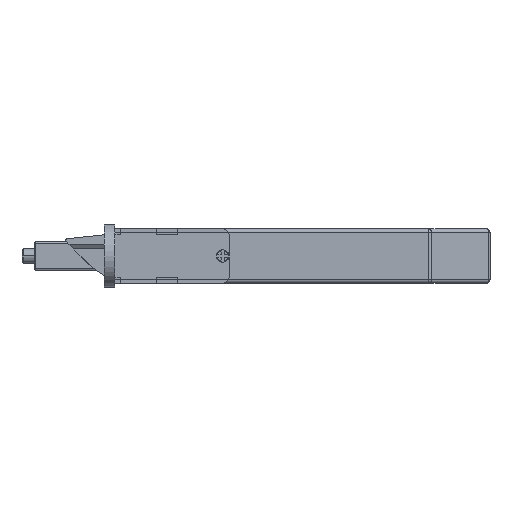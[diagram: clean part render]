
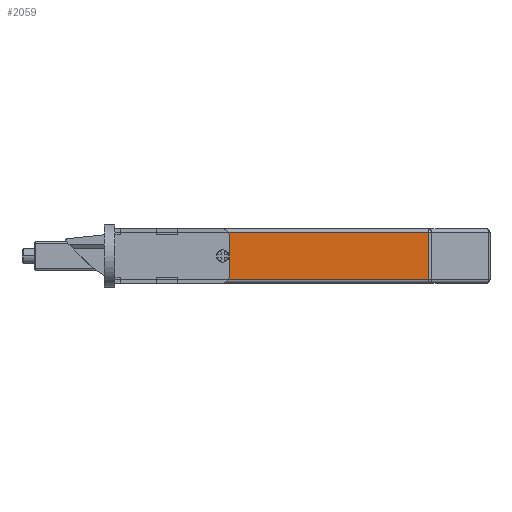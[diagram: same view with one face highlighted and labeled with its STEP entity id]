
A CAD part, front view. The second image highlights one B-rep face of the part: STEP entity #2059.
In plain terms, the highlighted planar face has unit normal (0, -1, 0).
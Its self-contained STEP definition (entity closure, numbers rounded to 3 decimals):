
#54 = AXIS2_PLACEMENT_3D ( 'NONE', #196, #10191, #1054 ) ;
#196 = CARTESIAN_POINT ( 'NONE',  ( 14., -14.7, -1.75 ) ) ;
#448 = ORIENTED_EDGE ( 'NONE', *, *, #1079, .F. ) ;
#493 = VERTEX_POINT ( 'NONE', #1909 ) ;
#555 = DIRECTION ( 'NONE',  ( 0., -1., 0. ) ) ;
#556 = VERTEX_POINT ( 'NONE', #10133 ) ;
#777 = CARTESIAN_POINT ( 'NONE',  ( 14., -14.7, -0.75 ) ) ;
#943 = CARTESIAN_POINT ( 'NONE',  ( 44.75, -14.7, 7.75 ) ) ;
#1054 = DIRECTION ( 'NONE',  ( 1., 0., 0. ) ) ;
#1079 = EDGE_CURVE ( 'NONE', #2214, #6955, #10113, .T. ) ;
#1210 = PLANE ( 'NONE',  #54 ) ;
#1490 = LINE ( 'NONE', #5597, #5961 ) ;
#1491 = EDGE_CURVE ( 'NONE', #6955, #2214, #6175, .T. ) ;
#1537 = DIRECTION ( 'NONE',  ( 0., 0., -1. ) ) ;
#1698 = EDGE_CURVE ( 'NONE', #9965, #556, #1833, .T. ) ;
#1833 = LINE ( 'NONE', #5087, #2078 ) ;
#1909 = CARTESIAN_POINT ( 'NONE',  ( 14., -14.7, 12.75 ) ) ;
#2059 = ADVANCED_FACE ( 'NONE', ( #6881, #2071 ), #1210, .T. ) ;
#2071 = FACE_OUTER_BOUND ( 'NONE', #5926, .T. ) ;
#2078 = VECTOR ( 'NONE', #5884, 1000. ) ;
#2208 = EDGE_CURVE ( 'NONE', #2271, #9965, #10449, .T. ) ;
#2214 = VERTEX_POINT ( 'NONE', #2322 ) ;
#2271 = VERTEX_POINT ( 'NONE', #777 ) ;
#2274 = CARTESIAN_POINT ( 'NONE',  ( 104., -14.7, -0.75 ) ) ;
#2279 = AXIS2_PLACEMENT_3D ( 'NONE', #3887, #10458, #1537 ) ;
#2322 = CARTESIAN_POINT ( 'NONE',  ( 44.75, -14.7, 4.25 ) ) ;
#3817 = DIRECTION ( 'NONE',  ( 0., 0., -1. ) ) ;
#3887 = CARTESIAN_POINT ( 'NONE',  ( 44.75, -14.7, 6. ) ) ;
#3971 = ORIENTED_EDGE ( 'NONE', *, *, #1491, .F. ) ;
#4099 = DIRECTION ( 'NONE',  ( 0., 0., 1. ) ) ;
#4455 = ORIENTED_EDGE ( 'NONE', *, *, #1698, .T. ) ;
#4616 = CARTESIAN_POINT ( 'NONE',  ( 44.75, -14.7, 6. ) ) ;
#5087 = CARTESIAN_POINT ( 'NONE',  ( 103.586, -14.7, -1.75 ) ) ;
#5211 = EDGE_CURVE ( 'NONE', #556, #493, #8319, .T. ) ;
#5597 = CARTESIAN_POINT ( 'NONE',  ( 14., -14.7, -1.75 ) ) ;
#5658 = ORIENTED_EDGE ( 'NONE', *, *, #5211, .T. ) ;
#5837 = AXIS2_PLACEMENT_3D ( 'NONE', #4616, #555, #3817 ) ;
#5884 = DIRECTION ( 'NONE',  ( 0., 0., 1. ) ) ;
#5926 = EDGE_LOOP ( 'NONE', ( #9736, #9841, #4455, #5658 ) ) ;
#5961 = VECTOR ( 'NONE', #4099, 1000. ) ;
#6175 = CIRCLE ( 'NONE', #5837, 1.75 ) ;
#6439 = DIRECTION ( 'NONE',  ( 1., 0., 0. ) ) ;
#6881 = FACE_BOUND ( 'NONE', #9982, .T. ) ;
#6955 = VERTEX_POINT ( 'NONE', #943 ) ;
#8117 = EDGE_CURVE ( 'NONE', #2271, #493, #1490, .T. ) ;
#8319 = LINE ( 'NONE', #9069, #8982 ) ;
#8567 = DIRECTION ( 'NONE',  ( -1., 0., 0. ) ) ;
#8982 = VECTOR ( 'NONE', #8567, 1000. ) ;
#9069 = CARTESIAN_POINT ( 'NONE',  ( 14., -14.7, 12.75 ) ) ;
#9600 = VECTOR ( 'NONE', #6439, 1000. ) ;
#9736 = ORIENTED_EDGE ( 'NONE', *, *, #8117, .F. ) ;
#9841 = ORIENTED_EDGE ( 'NONE', *, *, #2208, .T. ) ;
#9965 = VERTEX_POINT ( 'NONE', #9988 ) ;
#9982 = EDGE_LOOP ( 'NONE', ( #448, #3971 ) ) ;
#9988 = CARTESIAN_POINT ( 'NONE',  ( 103.586, -14.7, -0.75 ) ) ;
#10113 = CIRCLE ( 'NONE', #2279, 1.75 ) ;
#10133 = CARTESIAN_POINT ( 'NONE',  ( 103.586, -14.7, 12.75 ) ) ;
#10191 = DIRECTION ( 'NONE',  ( 0., -1., 0. ) ) ;
#10449 = LINE ( 'NONE', #2274, #9600 ) ;
#10458 = DIRECTION ( 'NONE',  ( 0., -1., 0. ) ) ;
